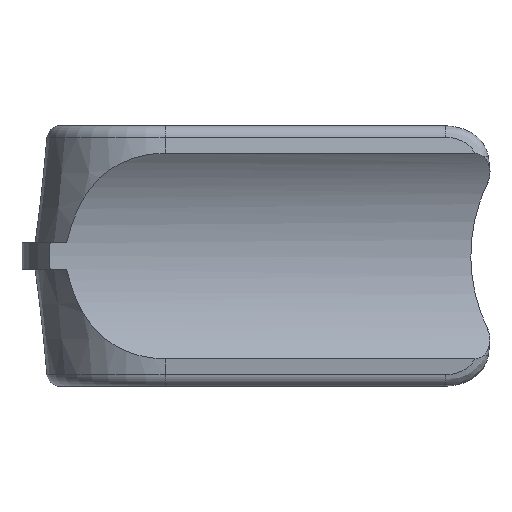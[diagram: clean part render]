
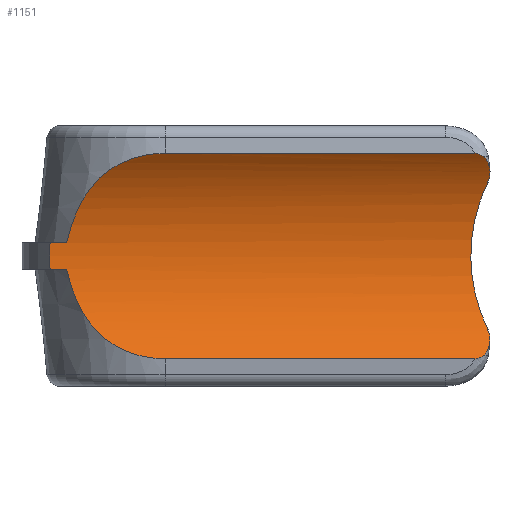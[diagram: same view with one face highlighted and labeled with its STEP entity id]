
A CAD part, left-side view. The second image highlights one B-rep face of the part: STEP entity #1151.
In plain terms, the highlighted cylindrical face has radius 25.5 mm (diameter 51 mm), a partial arc.
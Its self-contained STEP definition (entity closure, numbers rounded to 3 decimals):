
#26=ELLIPSE('',#1199,36.062,25.5);
#41=B_SPLINE_CURVE_WITH_KNOTS('',3,(#1560,#1561,#1562,#1563),
 .UNSPECIFIED.,.F.,.F.,(4,4),(0.,0.004),.UNSPECIFIED.);
#42=B_SPLINE_CURVE_WITH_KNOTS('',3,(#1572,#1573,#1574,#1575,#1576,#1577,
#1578,#1579,#1580,#1581),.UNSPECIFIED.,.F.,.F.,(4,1,1,1,1,1,1,4),(0.,
0.006,0.009,0.012,0.014,
0.017,0.02,0.023),.UNSPECIFIED.);
#43=B_SPLINE_CURVE_WITH_KNOTS('',3,(#1589,#1590,#1591,#1592,#1593,#1594,
#1595,#1596),.UNSPECIFIED.,.F.,.F.,(4,1,1,1,1,4),(0.,0.003,
0.006,0.011,0.017,0.023),
 .UNSPECIFIED.);
#48=B_SPLINE_CURVE_WITH_KNOTS('',3,(#1754,#1755,#1756,#1757),
 .UNSPECIFIED.,.F.,.F.,(4,4),(0.,0.002),
 .UNSPECIFIED.);
#49=B_SPLINE_CURVE_WITH_KNOTS('',3,(#1759,#1760,#1761,#1762,#1763,#1764),
 .UNSPECIFIED.,.F.,.F.,(4,1,1,4),(0.,0.001,0.003,
0.005),.UNSPECIFIED.);
#50=B_SPLINE_CURVE_WITH_KNOTS('',3,(#1765,#1766,#1767,#1768,#1769,#1770),
 .UNSPECIFIED.,.F.,.F.,(4,1,1,4),(0.,0.003,
0.004,0.005),.UNSPECIFIED.);
#51=B_SPLINE_CURVE_WITH_KNOTS('',3,(#1772,#1773,#1774,#1775),
 .UNSPECIFIED.,.F.,.F.,(4,4),(0.,0.002),.UNSPECIFIED.);
#57=LINE('',#1543,#111);
#61=LINE('',#1556,#115);
#103=LINE('',#1737,#157);
#107=LINE('',#1752,#161);
#111=VECTOR('',#1297,1000.);
#115=VECTOR('',#1307,1000.);
#157=VECTOR('',#1439,1000.);
#161=VECTOR('',#1455,1000.);
#309=ORIENTED_EDGE('',*,*,#508,.T.);
#310=ORIENTED_EDGE('',*,*,#509,.T.);
#311=ORIENTED_EDGE('',*,*,#510,.T.);
#312=ORIENTED_EDGE('',*,*,#435,.T.);
#313=ORIENTED_EDGE('',*,*,#511,.T.);
#314=ORIENTED_EDGE('',*,*,#512,.T.);
#315=ORIENTED_EDGE('',*,*,#500,.T.);
#316=ORIENTED_EDGE('',*,*,#430,.F.);
#317=ORIENTED_EDGE('',*,*,#417,.T.);
#318=ORIENTED_EDGE('',*,*,#425,.F.);
#319=ORIENTED_EDGE('',*,*,#423,.F.);
#320=ORIENTED_EDGE('',*,*,#434,.F.);
#417=EDGE_CURVE('',#534,#533,#57,.F.);
#423=EDGE_CURVE('',#539,#540,#61,.F.);
#425=EDGE_CURVE('',#540,#533,#41,.T.);
#430=EDGE_CURVE('',#534,#542,#42,.T.);
#434=EDGE_CURVE('',#546,#539,#43,.T.);
#435=EDGE_CURVE('',#547,#548,#26,.T.);
#500=EDGE_CURVE('',#596,#542,#103,.T.);
#508=EDGE_CURVE('',#546,#600,#107,.F.);
#509=EDGE_CURVE('',#600,#601,#48,.T.);
#510=EDGE_CURVE('',#601,#547,#49,.T.);
#511=EDGE_CURVE('',#548,#602,#50,.T.);
#512=EDGE_CURVE('',#602,#596,#51,.T.);
#533=VERTEX_POINT('',#1542);
#534=VERTEX_POINT('',#1544);
#539=VERTEX_POINT('',#1555);
#540=VERTEX_POINT('',#1557);
#542=VERTEX_POINT('',#1568);
#546=VERTEX_POINT('',#1588);
#547=VERTEX_POINT('',#1599);
#548=VERTEX_POINT('',#1600);
#596=VERTEX_POINT('',#1738);
#600=VERTEX_POINT('',#1751);
#601=VERTEX_POINT('',#1758);
#602=VERTEX_POINT('',#1771);
#678=EDGE_LOOP('',(#309,#310,#311,#312,#313,#314,#315,#316,#317,#318,#319,
#320));
#738=FACE_BOUND('',#678,.T.);
#773=CYLINDRICAL_SURFACE('',#1243,25.5);
#1151=ADVANCED_FACE('',(#738),#773,.F.);
#1199=AXIS2_PLACEMENT_3D('',#1598,#1327,#1328);
#1243=AXIS2_PLACEMENT_3D('',#1753,#1456,#1457);
#1297=DIRECTION('',(0.,-1.,0.));
#1307=DIRECTION('',(0.,-1.,0.));
#1327=DIRECTION('',(0.707,-0.707,0.));
#1328=DIRECTION('',(0.707,0.707,0.));
#1439=DIRECTION('',(0.,1.,0.));
#1455=DIRECTION('',(0.,1.,0.));
#1456=DIRECTION('',(0.,-1.,0.));
#1457=DIRECTION('',(0.,0.,-1.));
#1542=CARTESIAN_POINT('',(25.421,17.69,2.));
#1543=CARTESIAN_POINT('',(25.421,132.987,2.));
#1544=CARTESIAN_POINT('',(25.421,15.131,2.));
#1555=CARTESIAN_POINT('',(25.421,15.131,-2.));
#1556=CARTESIAN_POINT('',(25.421,132.987,-2.));
#1557=CARTESIAN_POINT('',(25.421,17.69,-2.));
#1560=CARTESIAN_POINT('',(25.421,17.69,-2.));
#1561=CARTESIAN_POINT('',(25.526,17.768,-0.667));
#1562=CARTESIAN_POINT('',(25.526,17.768,0.667));
#1563=CARTESIAN_POINT('',(25.421,17.69,2.));
#1568=CARTESIAN_POINT('',(20.031,0.,15.78));
#1572=CARTESIAN_POINT('',(25.421,15.131,2.));
#1573=CARTESIAN_POINT('',(25.272,14.724,3.896));
#1574=CARTESIAN_POINT('',(24.738,13.858,6.607));
#1575=CARTESIAN_POINT('',(23.572,12.008,9.828));
#1576=CARTESIAN_POINT('',(22.59,10.281,11.895));
#1577=CARTESIAN_POINT('',(21.584,8.121,13.617));
#1578=CARTESIAN_POINT('',(20.743,5.668,14.848));
#1579=CARTESIAN_POINT('',(20.164,2.884,15.614));
#1580=CARTESIAN_POINT('',(20.031,0.977,15.78));
#1581=CARTESIAN_POINT('',(20.031,0.,15.78));
#1588=CARTESIAN_POINT('',(20.031,0.,-15.78));
#1589=CARTESIAN_POINT('',(20.031,0.,-15.78));
#1590=CARTESIAN_POINT('',(20.031,0.973,-15.78));
#1591=CARTESIAN_POINT('',(20.164,2.877,-15.613));
#1592=CARTESIAN_POINT('',(20.926,6.568,-14.607));
#1593=CARTESIAN_POINT('',(22.581,10.455,-12.115));
#1594=CARTESIAN_POINT('',(24.555,13.557,-7.54));
#1595=CARTESIAN_POINT('',(25.273,14.725,-3.89));
#1596=CARTESIAN_POINT('',(25.421,15.131,-2.));
#1598=CARTESIAN_POINT('',(0.,-72.441,0.));
#1599=CARTESIAN_POINT('',(22.941,-49.5,-11.133));
#1600=CARTESIAN_POINT('',(22.941,-49.5,11.133));
#1737=CARTESIAN_POINT('',(20.031,-132.987,15.78));
#1738=CARTESIAN_POINT('',(20.031,-47.52,15.78));
#1751=CARTESIAN_POINT('',(20.031,-47.52,-15.78));
#1752=CARTESIAN_POINT('',(20.031,-132.987,-15.78));
#1753=CARTESIAN_POINT('',(0.,132.987,0.));
#1754=CARTESIAN_POINT('',(20.031,-47.52,-15.78));
#1755=CARTESIAN_POINT('',(20.031,-48.028,-15.78));
#1756=CARTESIAN_POINT('',(20.176,-48.511,-15.598));
#1757=CARTESIAN_POINT('',(20.394,-48.865,-15.308));
#1758=CARTESIAN_POINT('',(20.394,-48.865,-15.308));
#1759=CARTESIAN_POINT('',(20.394,-48.865,-15.308));
#1760=CARTESIAN_POINT('',(20.582,-49.172,-15.058));
#1761=CARTESIAN_POINT('',(21.028,-49.614,-14.441));
#1762=CARTESIAN_POINT('',(21.956,-49.991,-13.02));
#1763=CARTESIAN_POINT('',(22.592,-49.849,-11.853));
#1764=CARTESIAN_POINT('',(22.941,-49.5,-11.133));
#1765=CARTESIAN_POINT('',(22.941,-49.5,11.133));
#1766=CARTESIAN_POINT('',(22.592,-49.849,11.854));
#1767=CARTESIAN_POINT('',(21.959,-49.991,13.015));
#1768=CARTESIAN_POINT('',(21.029,-49.615,14.441));
#1769=CARTESIAN_POINT('',(20.582,-49.172,15.058));
#1770=CARTESIAN_POINT('',(20.394,-48.865,15.308));
#1771=CARTESIAN_POINT('',(20.394,-48.865,15.308));
#1772=CARTESIAN_POINT('',(20.394,-48.865,15.308));
#1773=CARTESIAN_POINT('',(20.176,-48.51,15.598));
#1774=CARTESIAN_POINT('',(20.031,-48.028,15.78));
#1775=CARTESIAN_POINT('',(20.031,-47.52,15.78));
